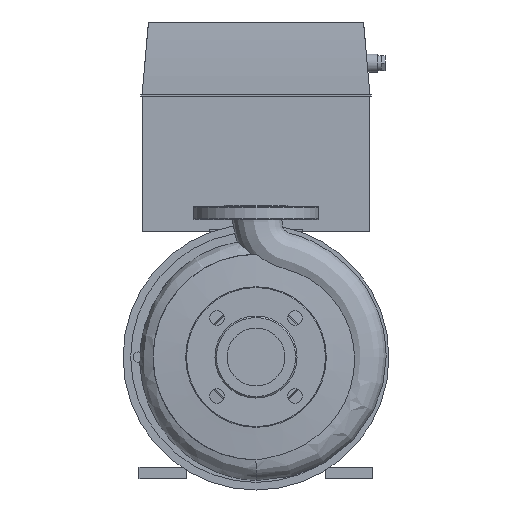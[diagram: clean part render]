
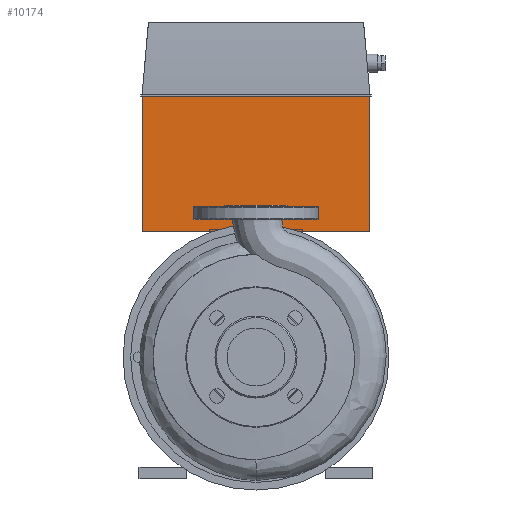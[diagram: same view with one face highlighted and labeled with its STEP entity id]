
A CAD part, left-side view. The second image highlights one B-rep face of the part: STEP entity #10174.
In plain terms, the highlighted planar face has unit normal (-1, 0, 0).
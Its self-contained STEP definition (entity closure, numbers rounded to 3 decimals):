
#934=LINE('',#21912,#1837);
#941=LINE('',#21930,#1844);
#944=LINE('',#21936,#1847);
#945=LINE('',#21937,#1848);
#1837=VECTOR('',#13980,10.);
#1844=VECTOR('',#14005,10.);
#1847=VECTOR('',#14010,10.);
#1848=VECTOR('',#14011,10.);
#2340=PLANE('',#11170);
#3062=FACE_OUTER_BOUND('',#3768,.T.);
#3768=EDGE_LOOP('',(#9390,#9391,#9392,#9393));
#5149=VERTEX_POINT('',#21908);
#5151=VERTEX_POINT('',#21911);
#5153=VERTEX_POINT('',#21929);
#5155=VERTEX_POINT('',#21935);
#6561=EDGE_CURVE('',#5151,#5149,#934,.T.);
#6570=EDGE_CURVE('',#5153,#5151,#941,.T.);
#6573=EDGE_CURVE('',#5149,#5155,#944,.T.);
#6574=EDGE_CURVE('',#5155,#5153,#945,.T.);
#9390=ORIENTED_EDGE('',*,*,#6561,.T.);
#9391=ORIENTED_EDGE('',*,*,#6573,.T.);
#9392=ORIENTED_EDGE('',*,*,#6574,.T.);
#9393=ORIENTED_EDGE('',*,*,#6570,.T.);
#10174=ADVANCED_FACE('',(#3062),#2340,.T.);
#11170=AXIS2_PLACEMENT_3D('',#21934,#14008,#14009);
#13980=DIRECTION('',(0.,1.,0.));
#14005=DIRECTION('',(0.,0.,1.));
#14008=DIRECTION('center_axis',(-1.,0.,0.));
#14009=DIRECTION('ref_axis',(0.,0.,1.));
#14010=DIRECTION('',(0.,0.,-1.));
#14011=DIRECTION('',(0.,-1.,0.));
#21908=CARTESIAN_POINT('',(302.7,150.,503.4));
#21911=CARTESIAN_POINT('',(302.7,-150.,503.4));
#21912=CARTESIAN_POINT('',(302.7,0.,503.4));
#21929=CARTESIAN_POINT('',(302.7,-150.,325.));
#21930=CARTESIAN_POINT('',(302.7,-150.,325.));
#21934=CARTESIAN_POINT('Origin',(302.7,0.,504.4));
#21935=CARTESIAN_POINT('',(302.7,150.,325.));
#21936=CARTESIAN_POINT('',(302.7,150.,325.));
#21937=CARTESIAN_POINT('',(302.7,0.,325.));
